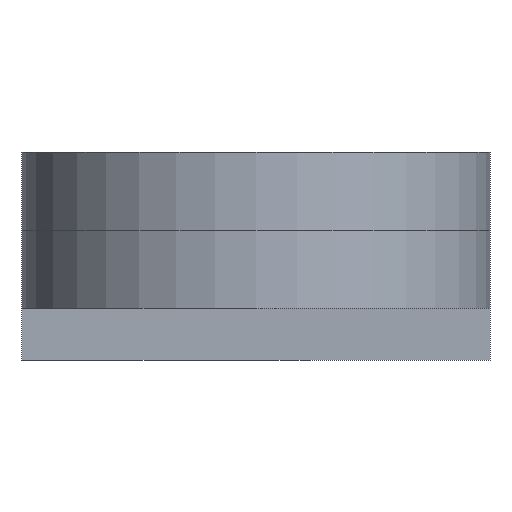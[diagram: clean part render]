
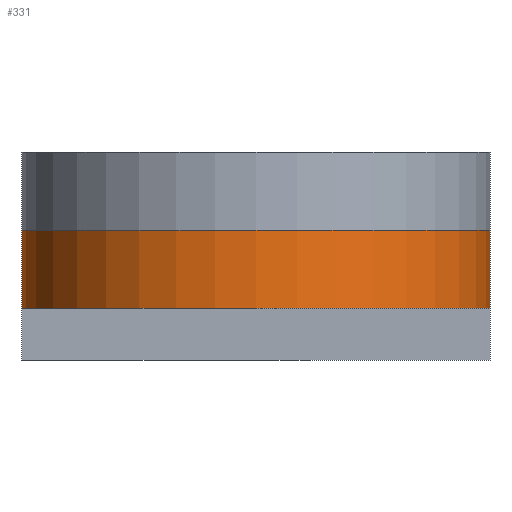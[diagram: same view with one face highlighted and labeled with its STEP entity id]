
A CAD part, front view. The second image highlights one B-rep face of the part: STEP entity #331.
In plain terms, the highlighted cylindrical face has radius 9 mm (diameter 18 mm), a full revolution.
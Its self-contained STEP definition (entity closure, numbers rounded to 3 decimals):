
#29=CYLINDRICAL_SURFACE('',#382,9.);
#49=FACE_OUTER_BOUND('',#74,.T.);
#74=EDGE_LOOP('',(#293,#294,#295,#296));
#89=CIRCLE('',#381,9.);
#90=CIRCLE('',#383,9.);
#117=LINE('',#575,#144);
#144=VECTOR('',#483,9.);
#170=VERTEX_POINT('',#570);
#171=VERTEX_POINT('',#573);
#211=EDGE_CURVE('',#170,#170,#89,.T.);
#212=EDGE_CURVE('',#171,#171,#90,.T.);
#213=EDGE_CURVE('',#171,#170,#117,.T.);
#293=ORIENTED_EDGE('',*,*,#212,.F.);
#294=ORIENTED_EDGE('',*,*,#213,.T.);
#295=ORIENTED_EDGE('',*,*,#211,.T.);
#296=ORIENTED_EDGE('',*,*,#213,.F.);
#331=ADVANCED_FACE('',(#49),#29,.T.);
#381=AXIS2_PLACEMENT_3D('',#571,#477,#478);
#382=AXIS2_PLACEMENT_3D('',#572,#479,#480);
#383=AXIS2_PLACEMENT_3D('',#574,#481,#482);
#477=DIRECTION('center_axis',(0.,0.,1.));
#478=DIRECTION('ref_axis',(-1.,0.,0.));
#479=DIRECTION('center_axis',(0.,0.,1.));
#480=DIRECTION('ref_axis',(-1.,0.,0.));
#481=DIRECTION('center_axis',(0.,0.,1.));
#482=DIRECTION('ref_axis',(-1.,0.,0.));
#483=DIRECTION('',(0.,0.,-1.));
#570=CARTESIAN_POINT('',(9.,0.,2.));
#571=CARTESIAN_POINT('Origin',(0.,0.,2.));
#572=CARTESIAN_POINT('Origin',(0.,0.,2.));
#573=CARTESIAN_POINT('',(9.,0.,5.));
#574=CARTESIAN_POINT('Origin',(0.,0.,5.));
#575=CARTESIAN_POINT('',(9.,0.,2.));
